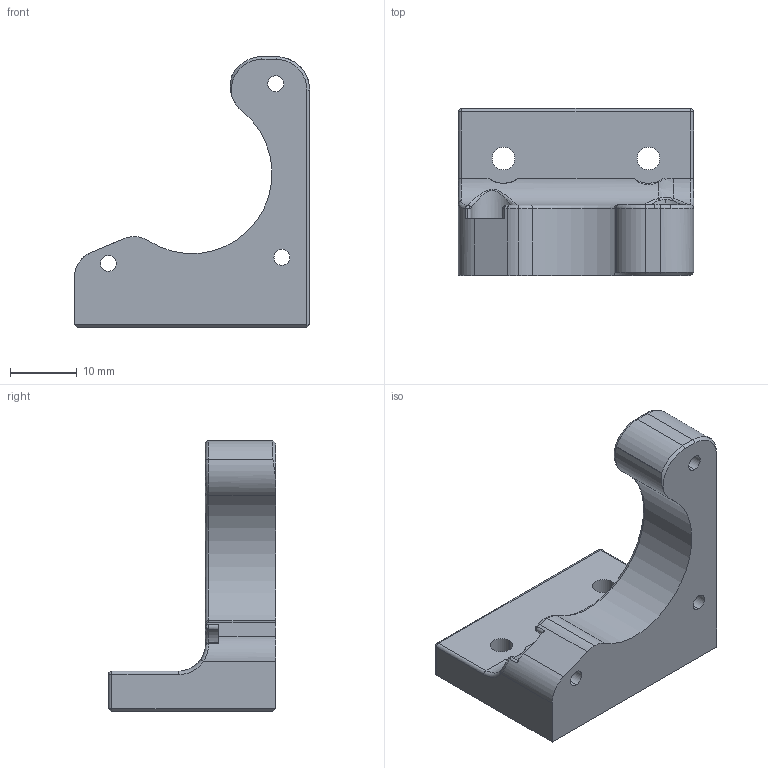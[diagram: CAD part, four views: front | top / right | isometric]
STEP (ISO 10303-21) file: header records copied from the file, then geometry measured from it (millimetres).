
FILE_DESCRIPTION (( 'STEP AP214' ), '1' );
FILE_NAME ('Mirroralt_z_motor_mount.STEP', '2021-08-06T02:35:49', ( '' ), ( '' ), 'SwSTEP 2.0', 'SolidWorks 2021', '' );
FILE_SCHEMA (( 'AUTOMOTIVE_DESIGN' ));
Length unit declared in the file: millimetre
Products named in the file (1): Mirroralt_z_motor_mount
Bounding box: 35.2 x 25 x 40.5 mm (x, y, z)
Volume: 9589.7 mm3; surface area: 4303.2 mm2
Topology: 1 solids, 1 shells, 90 faces, 223 edges, 128 vertices
Faces by surface type: cylinder 37, plane 19, torus 14, bspline 13, cone 4, sphere 3
Entity records: 3286 total; most frequent: CARTESIAN_POINT 1164, DIRECTION 459, ORIENTED_EDGE 432, EDGE_CURVE 216, AXIS2_PLACEMENT_3D 191, VERTEX_POINT 128, CIRCLE 113, EDGE_LOOP 100
